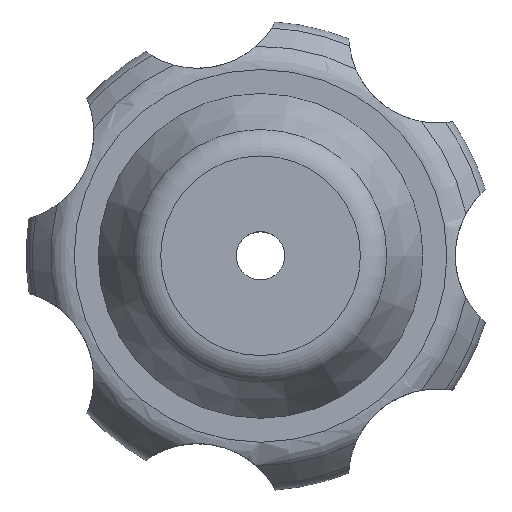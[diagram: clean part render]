
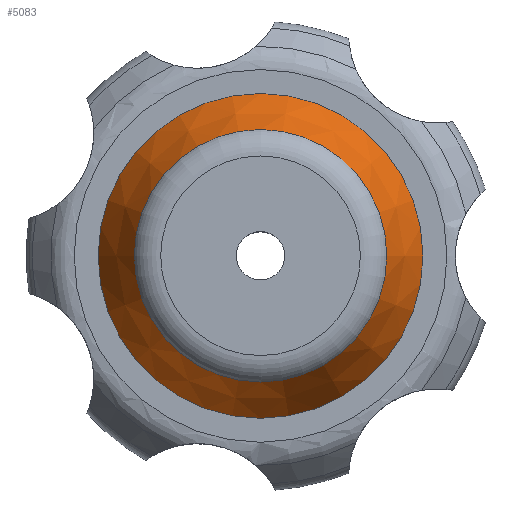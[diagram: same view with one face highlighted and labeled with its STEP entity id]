
A CAD part, top view. The second image highlights one B-rep face of the part: STEP entity #5083.
In plain terms, the highlighted conical face has half-angle 26.565 degrees and reference radius 30 mm.
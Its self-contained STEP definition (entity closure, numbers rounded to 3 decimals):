
#4742 = PLANE('',#4743);
#4743 = AXIS2_PLACEMENT_3D('',#4744,#4745,#4746);
#4744 = CARTESIAN_POINT('',(0.,0.,14.));
#4745 = DIRECTION('',(0.,0.,1.));
#4746 = DIRECTION('',(1.,0.,0.));
#4943 = EDGE_CURVE('',#4944,#4944,#4946,.T.);
#4944 = VERTEX_POINT('',#4945);
#4945 = CARTESIAN_POINT('',(27.5,0.,14.));
#4946 = SURFACE_CURVE('',#4947,(#4952,#4959),.PCURVE_S1.);
#4947 = CIRCLE('',#4948,27.5);
#4948 = AXIS2_PLACEMENT_3D('',#4949,#4950,#4951);
#4949 = CARTESIAN_POINT('',(0.,0.,14.));
#4950 = DIRECTION('',(0.,0.,1.));
#4951 = DIRECTION('',(1.,0.,-0.));
#4952 = PCURVE('',#4742,#4953);
#4953 = DEFINITIONAL_REPRESENTATION('',(#4954),#4958);
#4954 = CIRCLE('',#4955,27.5);
#4955 = AXIS2_PLACEMENT_2D('',#4956,#4957);
#4956 = CARTESIAN_POINT('',(0.,0.));
#4957 = DIRECTION('',(1.,0.));
#4958 = ( GEOMETRIC_REPRESENTATION_CONTEXT(2) 
PARAMETRIC_REPRESENTATION_CONTEXT() REPRESENTATION_CONTEXT('2D SPACE',''
  ) );
#4959 = PCURVE('',#4960,#4965);
#4960 = CONICAL_SURFACE('',#4961,30.,0.464);
#4961 = AXIS2_PLACEMENT_3D('',#4962,#4963,#4964);
#4962 = CARTESIAN_POINT('',(0.,0.,9.));
#4963 = DIRECTION('',(-0.,-0.,-1.));
#4964 = DIRECTION('',(1.,0.,0.));
#4965 = DEFINITIONAL_REPRESENTATION('',(#4966),#4970);
#4966 = LINE('',#4967,#4968);
#4967 = CARTESIAN_POINT('',(-0.,-5.));
#4968 = VECTOR('',#4969,1.);
#4969 = DIRECTION('',(-1.,-0.));
#4970 = ( GEOMETRIC_REPRESENTATION_CONTEXT(2) 
PARAMETRIC_REPRESENTATION_CONTEXT() REPRESENTATION_CONTEXT('2D SPACE',''
  ) );
#4997 = TOROIDAL_SURFACE('',#4998,16.91,5.);
#4998 = AXIS2_PLACEMENT_3D('',#4999,#5000,#5001);
#4999 = CARTESIAN_POINT('',(0.,0.,24.));
#5000 = DIRECTION('',(0.,0.,1.));
#5001 = DIRECTION('',(1.,0.,0.));
#5039 = VERTEX_POINT('',#5040);
#5040 = CARTESIAN_POINT('',(21.382,0.,26.236));
#5060 = EDGE_CURVE('',#5039,#5039,#5061,.T.);
#5061 = SURFACE_CURVE('',#5062,(#5067,#5074),.PCURVE_S1.);
#5062 = CIRCLE('',#5063,21.382);
#5063 = AXIS2_PLACEMENT_3D('',#5064,#5065,#5066);
#5064 = CARTESIAN_POINT('',(0.,0.,26.236));
#5065 = DIRECTION('',(-0.,0.,1.));
#5066 = DIRECTION('',(1.,0.,0.));
#5067 = PCURVE('',#4997,#5068);
#5068 = DEFINITIONAL_REPRESENTATION('',(#5069),#5073);
#5069 = LINE('',#5070,#5071);
#5070 = CARTESIAN_POINT('',(0.,0.464));
#5071 = VECTOR('',#5072,1.);
#5072 = DIRECTION('',(1.,0.));
#5073 = ( GEOMETRIC_REPRESENTATION_CONTEXT(2) 
PARAMETRIC_REPRESENTATION_CONTEXT() REPRESENTATION_CONTEXT('2D SPACE',''
  ) );
#5074 = PCURVE('',#4960,#5075);
#5075 = DEFINITIONAL_REPRESENTATION('',(#5076),#5080);
#5076 = LINE('',#5077,#5078);
#5077 = CARTESIAN_POINT('',(-0.,-17.236));
#5078 = VECTOR('',#5079,1.);
#5079 = DIRECTION('',(-1.,-0.));
#5080 = ( GEOMETRIC_REPRESENTATION_CONTEXT(2) 
PARAMETRIC_REPRESENTATION_CONTEXT() REPRESENTATION_CONTEXT('2D SPACE',''
  ) );
#5083 = ADVANCED_FACE('',(#5084),#4960,.T.);
#5084 = FACE_BOUND('',#5085,.T.);
#5085 = EDGE_LOOP('',(#5086,#5087,#5108,#5109));
#5086 = ORIENTED_EDGE('',*,*,#4943,.T.);
#5087 = ORIENTED_EDGE('',*,*,#5088,.T.);
#5088 = EDGE_CURVE('',#4944,#5039,#5089,.T.);
#5089 = SEAM_CURVE('',#5090,(#5094,#5101),.PCURVE_S1.);
#5090 = LINE('',#5091,#5092);
#5091 = CARTESIAN_POINT('',(30.,0.,9.));
#5092 = VECTOR('',#5093,1.);
#5093 = DIRECTION('',(-0.447,0.,0.894));
#5094 = PCURVE('',#4960,#5095);
#5095 = DEFINITIONAL_REPRESENTATION('',(#5096),#5100);
#5096 = LINE('',#5097,#5098);
#5097 = CARTESIAN_POINT('',(0.,-0.));
#5098 = VECTOR('',#5099,1.);
#5099 = DIRECTION('',(-0.,-1.));
#5100 = ( GEOMETRIC_REPRESENTATION_CONTEXT(2) 
PARAMETRIC_REPRESENTATION_CONTEXT() REPRESENTATION_CONTEXT('2D SPACE',''
  ) );
#5101 = PCURVE('',#4960,#5102);
#5102 = DEFINITIONAL_REPRESENTATION('',(#5103),#5107);
#5103 = LINE('',#5104,#5105);
#5104 = CARTESIAN_POINT('',(-6.283,0.));
#5105 = VECTOR('',#5106,1.);
#5106 = DIRECTION('',(-0.,-1.));
#5107 = ( GEOMETRIC_REPRESENTATION_CONTEXT(2) 
PARAMETRIC_REPRESENTATION_CONTEXT() REPRESENTATION_CONTEXT('2D SPACE',''
  ) );
#5108 = ORIENTED_EDGE('',*,*,#5060,.F.);
#5109 = ORIENTED_EDGE('',*,*,#5088,.F.);
